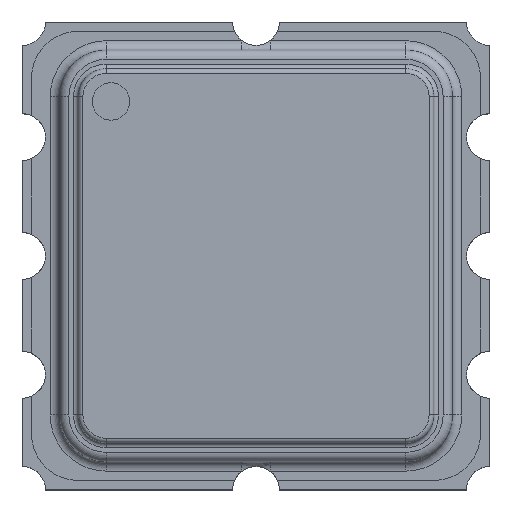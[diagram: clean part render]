
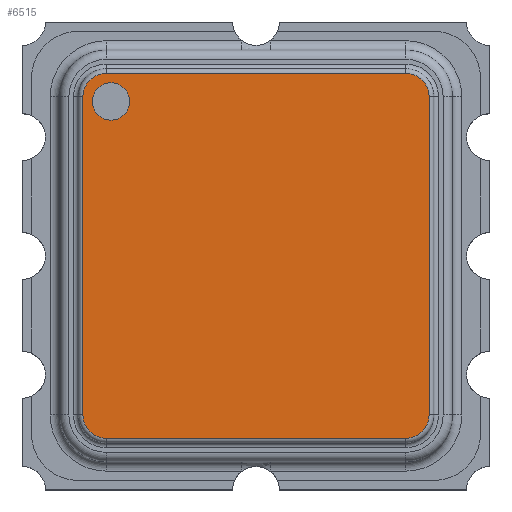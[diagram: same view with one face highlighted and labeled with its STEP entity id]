
A CAD part, top view. The second image highlights one B-rep face of the part: STEP entity #6515.
In plain terms, the highlighted planar face has unit normal (0, 0, 1).
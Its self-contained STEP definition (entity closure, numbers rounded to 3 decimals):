
#45 = ORIENTED_EDGE ( 'NONE', *, *, #6914, .T. ) ;
#278 = VERTEX_POINT ( 'NONE', #11338 ) ;
#378 = CARTESIAN_POINT ( 'NONE',  ( -1.6, 1.7, 1.45 ) ) ;
#439 = DIRECTION ( 'NONE',  ( 1., 0., 0. ) ) ;
#561 = CIRCLE ( 'NONE', #7021, 0.25 ) ;
#626 = VECTOR ( 'NONE', #8472, 1000. ) ;
#760 = ORIENTED_EDGE ( 'NONE', *, *, #6988, .T. ) ;
#798 = CARTESIAN_POINT ( 'NONE',  ( -1.75, 1.65, 1.45 ) ) ;
#1291 = CIRCLE ( 'NONE', #7558, 0.25 ) ;
#1561 = ORIENTED_EDGE ( 'NONE', *, *, #2657, .T. ) ;
#1780 = VERTEX_POINT ( 'NONE', #10367 ) ;
#1812 = EDGE_CURVE ( 'NONE', #6378, #11476, #3917, .T. ) ;
#1870 = LINE ( 'NONE', #9499, #9285 ) ;
#2015 = AXIS2_PLACEMENT_3D ( 'NONE', #7604, #6672, #3040 ) ;
#2055 = VECTOR ( 'NONE', #4837, 1000. ) ;
#2063 = CIRCLE ( 'NONE', #6809, 0.25 ) ;
#2319 = DIRECTION ( 'NONE',  ( 1., 0., 0. ) ) ;
#2387 = DIRECTION ( 'NONE',  ( 1., 0., 0. ) ) ;
#2621 = DIRECTION ( 'NONE',  ( 0., 0., 1. ) ) ;
#2657 = EDGE_CURVE ( 'NONE', #9742, #9515, #1870, .T. ) ;
#2675 = EDGE_CURVE ( 'NONE', #11476, #6378, #8701, .T. ) ;
#2986 = CARTESIAN_POINT ( 'NONE',  ( -1.55, 1.65, 1.45 ) ) ;
#3040 = DIRECTION ( 'NONE',  ( 1., 0., 0. ) ) ;
#3107 = CARTESIAN_POINT ( 'NONE',  ( -1.85, -1.7, 1.45 ) ) ;
#3393 = DIRECTION ( 'NONE',  ( 1., 0., 0. ) ) ;
#3554 = CARTESIAN_POINT ( 'NONE',  ( -1.6, -1.95, 1.45 ) ) ;
#3696 = DIRECTION ( 'NONE',  ( 1., 0., 0. ) ) ;
#3917 = CIRCLE ( 'NONE', #2015, 0.2 ) ;
#4019 = CIRCLE ( 'NONE', #10690, 0.25 ) ;
#4027 = EDGE_LOOP ( 'NONE', ( #4251, #5489 ) ) ;
#4074 = CARTESIAN_POINT ( 'NONE',  ( 0., 0., 1.45 ) ) ;
#4131 = AXIS2_PLACEMENT_3D ( 'NONE', #2986, #10266, #2387 ) ;
#4251 = ORIENTED_EDGE ( 'NONE', *, *, #2675, .F. ) ;
#4628 = VERTEX_POINT ( 'NONE', #3554 ) ;
#4648 = CARTESIAN_POINT ( 'NONE',  ( -1.6, 1.95, 1.45 ) ) ;
#4718 = CARTESIAN_POINT ( 'NONE',  ( 1.6, -1.7, 1.45 ) ) ;
#4823 = ORIENTED_EDGE ( 'NONE', *, *, #10455, .T. ) ;
#4837 = DIRECTION ( 'NONE',  ( 1., 0., 0. ) ) ;
#5015 = CARTESIAN_POINT ( 'NONE',  ( 1.6, -1.95, 1.45 ) ) ;
#5143 = EDGE_CURVE ( 'NONE', #278, #11446, #5633, .T. ) ;
#5437 = ORIENTED_EDGE ( 'NONE', *, *, #10875, .T. ) ;
#5489 = ORIENTED_EDGE ( 'NONE', *, *, #1812, .F. ) ;
#5525 = DIRECTION ( 'NONE',  ( 0., 1., 0. ) ) ;
#5633 = LINE ( 'NONE', #7499, #626 ) ;
#5792 = AXIS2_PLACEMENT_3D ( 'NONE', #4074, #6863, #439 ) ;
#6040 = LINE ( 'NONE', #11629, #11627 ) ;
#6204 = CARTESIAN_POINT ( 'NONE',  ( 1.6, 1.7, 1.45 ) ) ;
#6378 = VERTEX_POINT ( 'NONE', #798 ) ;
#6515 = ADVANCED_FACE ( 'NONE', ( #11167, #10336 ), #6752, .T. ) ;
#6672 = DIRECTION ( 'NONE',  ( 0., 0., 1. ) ) ;
#6752 = PLANE ( 'NONE',  #5792 ) ;
#6809 = AXIS2_PLACEMENT_3D ( 'NONE', #4718, #9909, #3696 ) ;
#6835 = CARTESIAN_POINT ( 'NONE',  ( -1.6, -1.7, 1.45 ) ) ;
#6863 = DIRECTION ( 'NONE',  ( 0., 0., 1. ) ) ;
#6914 = EDGE_CURVE ( 'NONE', #1780, #9742, #2063, .T. ) ;
#6988 = EDGE_CURVE ( 'NONE', #4628, #1780, #8573, .T. ) ;
#7021 = AXIS2_PLACEMENT_3D ( 'NONE', #378, #7631, #11284 ) ;
#7338 = CARTESIAN_POINT ( 'NONE',  ( 1.6, 1.95, 1.45 ) ) ;
#7499 = CARTESIAN_POINT ( 'NONE',  ( -1.85, -1.7, 1.45 ) ) ;
#7558 = AXIS2_PLACEMENT_3D ( 'NONE', #6204, #2621, #3393 ) ;
#7604 = CARTESIAN_POINT ( 'NONE',  ( -1.55, 1.65, 1.45 ) ) ;
#7631 = DIRECTION ( 'NONE',  ( 0., 0., 1. ) ) ;
#7763 = CARTESIAN_POINT ( 'NONE',  ( 1.85, 1.7, 1.45 ) ) ;
#8325 = VERTEX_POINT ( 'NONE', #7338 ) ;
#8472 = DIRECTION ( 'NONE',  ( 0., -1., 0. ) ) ;
#8573 = LINE ( 'NONE', #5015, #2055 ) ;
#8627 = EDGE_CURVE ( 'NONE', #9515, #8325, #1291, .T. ) ;
#8701 = CIRCLE ( 'NONE', #4131, 0.2 ) ;
#8953 = DIRECTION ( 'NONE',  ( -1., 0., 0. ) ) ;
#8962 = CARTESIAN_POINT ( 'NONE',  ( -1.35, 1.65, 1.45 ) ) ;
#9285 = VECTOR ( 'NONE', #5525, 1000. ) ;
#9367 = ORIENTED_EDGE ( 'NONE', *, *, #5143, .T. ) ;
#9499 = CARTESIAN_POINT ( 'NONE',  ( 1.85, 1.7, 1.45 ) ) ;
#9515 = VERTEX_POINT ( 'NONE', #7763 ) ;
#9742 = VERTEX_POINT ( 'NONE', #10637 ) ;
#9909 = DIRECTION ( 'NONE',  ( 0., 0., 1. ) ) ;
#10135 = VERTEX_POINT ( 'NONE', #4648 ) ;
#10266 = DIRECTION ( 'NONE',  ( 0., 0., 1. ) ) ;
#10336 = FACE_OUTER_BOUND ( 'NONE', #10809, .T. ) ;
#10367 = CARTESIAN_POINT ( 'NONE',  ( 1.6, -1.95, 1.45 ) ) ;
#10455 = EDGE_CURVE ( 'NONE', #10135, #278, #561, .T. ) ;
#10483 = DIRECTION ( 'NONE',  ( 0., 0., 1. ) ) ;
#10637 = CARTESIAN_POINT ( 'NONE',  ( 1.85, -1.7, 1.45 ) ) ;
#10655 = ORIENTED_EDGE ( 'NONE', *, *, #11166, .T. ) ;
#10690 = AXIS2_PLACEMENT_3D ( 'NONE', #6835, #10483, #2319 ) ;
#10809 = EDGE_LOOP ( 'NONE', ( #1561, #10873, #5437, #4823, #9367, #10655, #760, #45 ) ) ;
#10873 = ORIENTED_EDGE ( 'NONE', *, *, #8627, .T. ) ;
#10875 = EDGE_CURVE ( 'NONE', #8325, #10135, #6040, .T. ) ;
#11166 = EDGE_CURVE ( 'NONE', #11446, #4628, #4019, .T. ) ;
#11167 = FACE_BOUND ( 'NONE', #4027, .T. ) ;
#11284 = DIRECTION ( 'NONE',  ( 1., 0., 0. ) ) ;
#11338 = CARTESIAN_POINT ( 'NONE',  ( -1.85, 1.7, 1.45 ) ) ;
#11446 = VERTEX_POINT ( 'NONE', #3107 ) ;
#11476 = VERTEX_POINT ( 'NONE', #8962 ) ;
#11627 = VECTOR ( 'NONE', #8953, 1000. ) ;
#11629 = CARTESIAN_POINT ( 'NONE',  ( -1.6, 1.95, 1.45 ) ) ;
